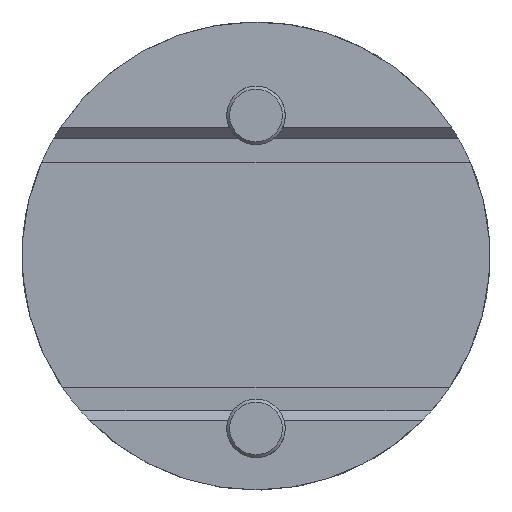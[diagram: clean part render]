
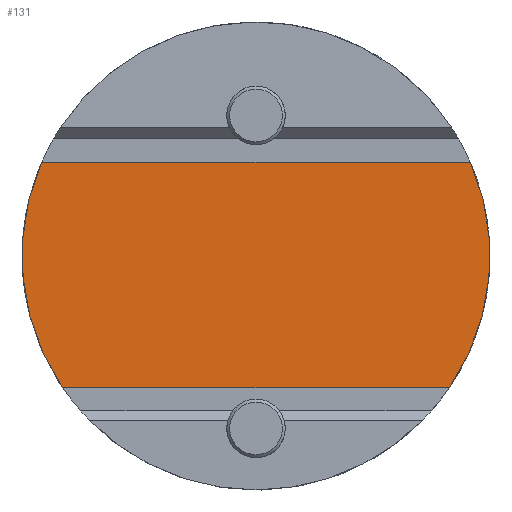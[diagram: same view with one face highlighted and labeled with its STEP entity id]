
A CAD part, top view. The second image highlights one B-rep face of the part: STEP entity #131.
In plain terms, the highlighted planar face has unit normal (0, 0, 1).
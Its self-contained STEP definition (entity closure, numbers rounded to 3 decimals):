
#99=CIRCLE('',#985,40.);
#103=CIRCLE('',#990,40.);
#131=ADVANCED_FACE('',(#229),#186,.F.);
#186=PLANE('',#997);
#229=FACE_OUTER_BOUND('',#270,.T.);
#270=EDGE_LOOP('',(#381,#382,#383,#384));
#381=ORIENTED_EDGE('',*,*,#687,.F.);
#382=ORIENTED_EDGE('',*,*,#670,.F.);
#383=ORIENTED_EDGE('',*,*,#688,.F.);
#384=ORIENTED_EDGE('',*,*,#677,.F.);
#588=VERTEX_POINT('',#1394);
#589=VERTEX_POINT('',#1395);
#594=VERTEX_POINT('',#1406);
#595=VERTEX_POINT('',#1408);
#670=EDGE_CURVE('',#588,#589,#99,.T.);
#677=EDGE_CURVE('',#594,#595,#103,.T.);
#687=EDGE_CURVE('',#589,#594,#781,.T.);
#688=EDGE_CURVE('',#595,#588,#782,.T.);
#781=LINE('',#1431,#851);
#782=LINE('',#1432,#852);
#851=VECTOR('',#1143,1.);
#852=VECTOR('',#1144,1.);
#985=AXIS2_PLACEMENT_3D('',#1393,#1115,#1116);
#990=AXIS2_PLACEMENT_3D('',#1407,#1127,#1128);
#997=AXIS2_PLACEMENT_3D('',#1433,#1145,#1146);
#1115=DIRECTION('',(0.,0.,-1.));
#1116=DIRECTION('',(0.,-1.,0.));
#1127=DIRECTION('',(0.,0.,-1.));
#1128=DIRECTION('',(0.,-1.,0.));
#1143=DIRECTION('',(-1.,0.,0.));
#1144=DIRECTION('',(1.,0.,0.));
#1145=DIRECTION('',(0.,0.,-1.));
#1146=DIRECTION('',(0.,1.,0.));
#1393=CARTESIAN_POINT('',(0.,0.,0.));
#1394=CARTESIAN_POINT('',(36.661,16.,0.));
#1395=CARTESIAN_POINT('',(33.072,-22.5,0.));
#1406=CARTESIAN_POINT('',(-33.072,-22.5,0.));
#1407=CARTESIAN_POINT('',(0.,0.,0.));
#1408=CARTESIAN_POINT('',(-36.661,16.,0.));
#1431=CARTESIAN_POINT('',(33.072,-22.5,0.));
#1432=CARTESIAN_POINT('',(-36.661,16.,0.));
#1433=CARTESIAN_POINT('',(50.,14.675,0.));
